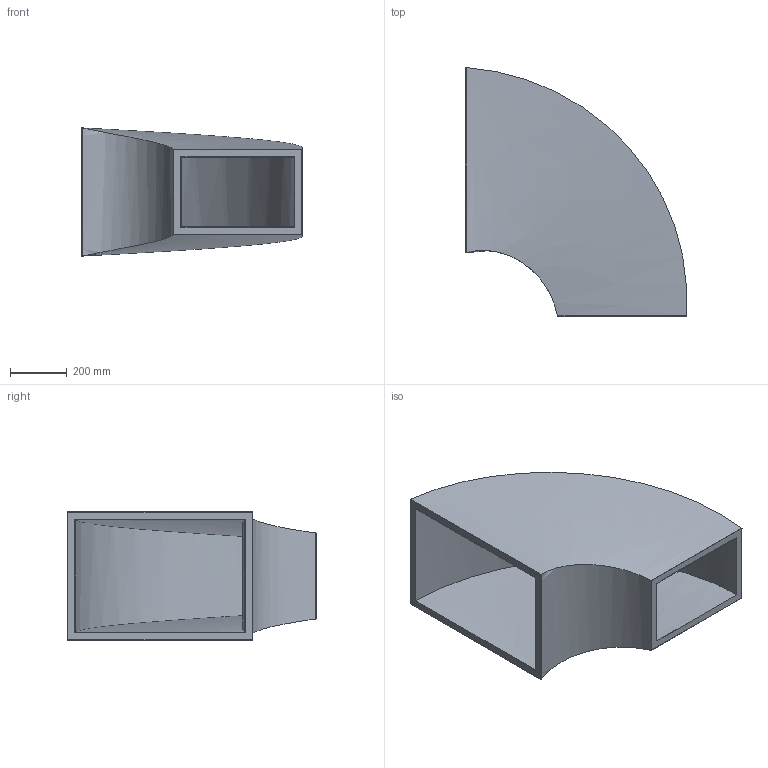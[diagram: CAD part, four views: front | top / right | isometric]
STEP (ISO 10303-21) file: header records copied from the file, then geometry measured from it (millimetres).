
FILE_DESCRIPTION(('FreeCAD Model'),'2;1');
FILE_NAME('Radius_elbow_transition.step','2016-12-05T14:05:40',('Author'),(''), 'Open CASCADE STEP processor 6.8','FreeCAD','Unknown');
FILE_SCHEMA(('AUTOMOTIVE_DESIGN_CC2 { 1 2 10303 214 -1 1 5 4 }'));
Length unit declared in the file: millimetre
Products named in the file (3): ASSEMBLY; Clone_of_01-Bend_rectangular_flanges; Clone_of_02-Insulation
Assembly tree (2 placements, depth 2):
  ASSEMBLY
    Clone_of_01-Bend_rectangular_flanges
    Clone_of_02-Insulation
Bounding box: 776.91 x 875.47 x 451.98 mm (x, y, z)
Volume: 41541103.6 mm3; surface area: 6187566.3 mm2
Topology: 3 solids, 3 shells, 49 faces, 116 edges, 76 vertices
Faces by surface type: plane 33, bspline 8, offset 8
Entity records: 25266 total; most frequent: CARTESIAN_POINT 23091, DIRECTION 280, ORIENTED_EDGE 232, PCURVE 232, DEFINITIONAL_REPRESENTATION 232, LINE 208, VECTOR 208, B_SPLINE_CURVE_WITH_KNOTS 140
